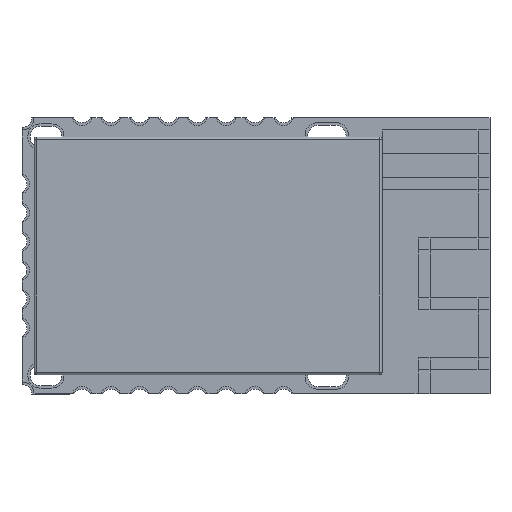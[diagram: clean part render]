
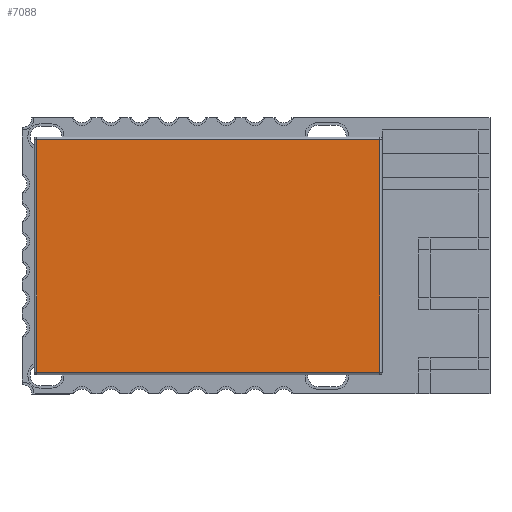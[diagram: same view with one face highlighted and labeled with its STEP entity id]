
A CAD part, top view. The second image highlights one B-rep face of the part: STEP entity #7088.
In plain terms, the highlighted planar face has unit normal (0, 0, 1).
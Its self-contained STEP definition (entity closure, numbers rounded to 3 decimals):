
#552 = CYLINDRICAL_SURFACE('',#553,0.1);
#553 = AXIS2_PLACEMENT_3D('',#554,#555,#556);
#554 = CARTESIAN_POINT('',(0.6,0.8,2.2));
#555 = DIRECTION('',(0.,1.,0.));
#556 = DIRECTION('',(-1.,0.,0.));
#585 = CYLINDRICAL_SURFACE('',#586,0.1);
#586 = AXIS2_PLACEMENT_3D('',#587,#588,#589);
#587 = CARTESIAN_POINT('',(0.5,0.9,2.2));
#588 = DIRECTION('',(1.,0.,0.));
#589 = DIRECTION('',(0.,-1.,0.));
#920 = VERTEX_POINT('',#921);
#921 = CARTESIAN_POINT('',(0.6,0.9,2.3));
#1258 = EDGE_CURVE('',#920,#1259,#1261,.T.);
#1259 = VERTEX_POINT('',#1260);
#1260 = CARTESIAN_POINT('',(0.6,10.6,2.3));
#1261 = SURFACE_CURVE('',#1262,(#1266,#1273),.PCURVE_S1.);
#1262 = LINE('',#1263,#1264);
#1263 = CARTESIAN_POINT('',(0.6,0.8,2.3));
#1264 = VECTOR('',#1265,1.);
#1265 = DIRECTION('',(0.,1.,0.));
#1266 = PCURVE('',#552,#1267);
#1267 = DEFINITIONAL_REPRESENTATION('',(#1268),#1272);
#1268 = LINE('',#1269,#1270);
#1269 = CARTESIAN_POINT('',(1.571,0.));
#1270 = VECTOR('',#1271,1.);
#1271 = DIRECTION('',(0.,1.));
#1272 = ( GEOMETRIC_REPRESENTATION_CONTEXT(2) 
PARAMETRIC_REPRESENTATION_CONTEXT() REPRESENTATION_CONTEXT('2D SPACE',''
  ) );
#1273 = PCURVE('',#1274,#1279);
#1274 = PLANE('',#1275);
#1275 = AXIS2_PLACEMENT_3D('',#1276,#1277,#1278);
#1276 = CARTESIAN_POINT('',(0.5,0.8,2.3));
#1277 = DIRECTION('',(0.,0.,1.));
#1278 = DIRECTION('',(1.,0.,0.));
#1279 = DEFINITIONAL_REPRESENTATION('',(#1280),#1284);
#1280 = LINE('',#1281,#1282);
#1281 = CARTESIAN_POINT('',(0.1,0.));
#1282 = VECTOR('',#1283,1.);
#1283 = DIRECTION('',(0.,1.));
#1284 = ( GEOMETRIC_REPRESENTATION_CONTEXT(2) 
PARAMETRIC_REPRESENTATION_CONTEXT() REPRESENTATION_CONTEXT('2D SPACE',''
  ) );
#6043 = EDGE_CURVE('',#920,#6044,#6046,.T.);
#6044 = VERTEX_POINT('',#6045);
#6045 = CARTESIAN_POINT('',(14.9,0.9,2.3));
#6046 = SURFACE_CURVE('',#6047,(#6051,#6058),.PCURVE_S1.);
#6047 = LINE('',#6048,#6049);
#6048 = CARTESIAN_POINT('',(0.5,0.9,2.3));
#6049 = VECTOR('',#6050,1.);
#6050 = DIRECTION('',(1.,0.,0.));
#6051 = PCURVE('',#585,#6052);
#6052 = DEFINITIONAL_REPRESENTATION('',(#6053),#6057);
#6053 = LINE('',#6054,#6055);
#6054 = CARTESIAN_POINT('',(-1.571,0.));
#6055 = VECTOR('',#6056,1.);
#6056 = DIRECTION('',(0.,1.));
#6057 = ( GEOMETRIC_REPRESENTATION_CONTEXT(2) 
PARAMETRIC_REPRESENTATION_CONTEXT() REPRESENTATION_CONTEXT('2D SPACE',''
  ) );
#6058 = PCURVE('',#1274,#6059);
#6059 = DEFINITIONAL_REPRESENTATION('',(#6060),#6064);
#6060 = LINE('',#6061,#6062);
#6061 = CARTESIAN_POINT('',(0.,0.1));
#6062 = VECTOR('',#6063,1.);
#6063 = DIRECTION('',(1.,0.));
#6064 = ( GEOMETRIC_REPRESENTATION_CONTEXT(2) 
PARAMETRIC_REPRESENTATION_CONTEXT() REPRESENTATION_CONTEXT('2D SPACE',''
  ) );
#7088 = ADVANCED_FACE('',(#7089),#1274,.T.);
#7089 = FACE_BOUND('',#7090,.T.);
#7090 = EDGE_LOOP('',(#7091,#7092,#7093,#7121));
#7091 = ORIENTED_EDGE('',*,*,#1258,.F.);
#7092 = ORIENTED_EDGE('',*,*,#6043,.T.);
#7093 = ORIENTED_EDGE('',*,*,#7094,.T.);
#7094 = EDGE_CURVE('',#6044,#7095,#7097,.T.);
#7095 = VERTEX_POINT('',#7096);
#7096 = CARTESIAN_POINT('',(14.9,10.6,2.3));
#7097 = SURFACE_CURVE('',#7098,(#7102,#7109),.PCURVE_S1.);
#7098 = LINE('',#7099,#7100);
#7099 = CARTESIAN_POINT('',(14.9,0.8,2.3));
#7100 = VECTOR('',#7101,1.);
#7101 = DIRECTION('',(0.,1.,0.));
#7102 = PCURVE('',#1274,#7103);
#7103 = DEFINITIONAL_REPRESENTATION('',(#7104),#7108);
#7104 = LINE('',#7105,#7106);
#7105 = CARTESIAN_POINT('',(14.4,0.));
#7106 = VECTOR('',#7107,1.);
#7107 = DIRECTION('',(0.,1.));
#7108 = ( GEOMETRIC_REPRESENTATION_CONTEXT(2) 
PARAMETRIC_REPRESENTATION_CONTEXT() REPRESENTATION_CONTEXT('2D SPACE',''
  ) );
#7109 = PCURVE('',#7110,#7115);
#7110 = CYLINDRICAL_SURFACE('',#7111,0.1);
#7111 = AXIS2_PLACEMENT_3D('',#7112,#7113,#7114);
#7112 = CARTESIAN_POINT('',(14.9,0.8,2.2));
#7113 = DIRECTION('',(0.,1.,0.));
#7114 = DIRECTION('',(1.,0.,0.));
#7115 = DEFINITIONAL_REPRESENTATION('',(#7116),#7120);
#7116 = LINE('',#7117,#7118);
#7117 = CARTESIAN_POINT('',(-1.571,0.));
#7118 = VECTOR('',#7119,1.);
#7119 = DIRECTION('',(0.,1.));
#7120 = ( GEOMETRIC_REPRESENTATION_CONTEXT(2) 
PARAMETRIC_REPRESENTATION_CONTEXT() REPRESENTATION_CONTEXT('2D SPACE',''
  ) );
#7121 = ORIENTED_EDGE('',*,*,#7122,.F.);
#7122 = EDGE_CURVE('',#1259,#7095,#7123,.T.);
#7123 = SURFACE_CURVE('',#7124,(#7128,#7135),.PCURVE_S1.);
#7124 = LINE('',#7125,#7126);
#7125 = CARTESIAN_POINT('',(0.5,10.6,2.3));
#7126 = VECTOR('',#7127,1.);
#7127 = DIRECTION('',(1.,0.,0.));
#7128 = PCURVE('',#1274,#7129);
#7129 = DEFINITIONAL_REPRESENTATION('',(#7130),#7134);
#7130 = LINE('',#7131,#7132);
#7131 = CARTESIAN_POINT('',(0.,9.8));
#7132 = VECTOR('',#7133,1.);
#7133 = DIRECTION('',(1.,0.));
#7134 = ( GEOMETRIC_REPRESENTATION_CONTEXT(2) 
PARAMETRIC_REPRESENTATION_CONTEXT() REPRESENTATION_CONTEXT('2D SPACE',''
  ) );
#7135 = PCURVE('',#7136,#7141);
#7136 = CYLINDRICAL_SURFACE('',#7137,0.1);
#7137 = AXIS2_PLACEMENT_3D('',#7138,#7139,#7140);
#7138 = CARTESIAN_POINT('',(0.5,10.6,2.2));
#7139 = DIRECTION('',(1.,0.,0.));
#7140 = DIRECTION('',(0.,1.,0.));
#7141 = DEFINITIONAL_REPRESENTATION('',(#7142),#7146);
#7142 = LINE('',#7143,#7144);
#7143 = CARTESIAN_POINT('',(1.571,0.));
#7144 = VECTOR('',#7145,1.);
#7145 = DIRECTION('',(0.,1.));
#7146 = ( GEOMETRIC_REPRESENTATION_CONTEXT(2) 
PARAMETRIC_REPRESENTATION_CONTEXT() REPRESENTATION_CONTEXT('2D SPACE',''
  ) );
